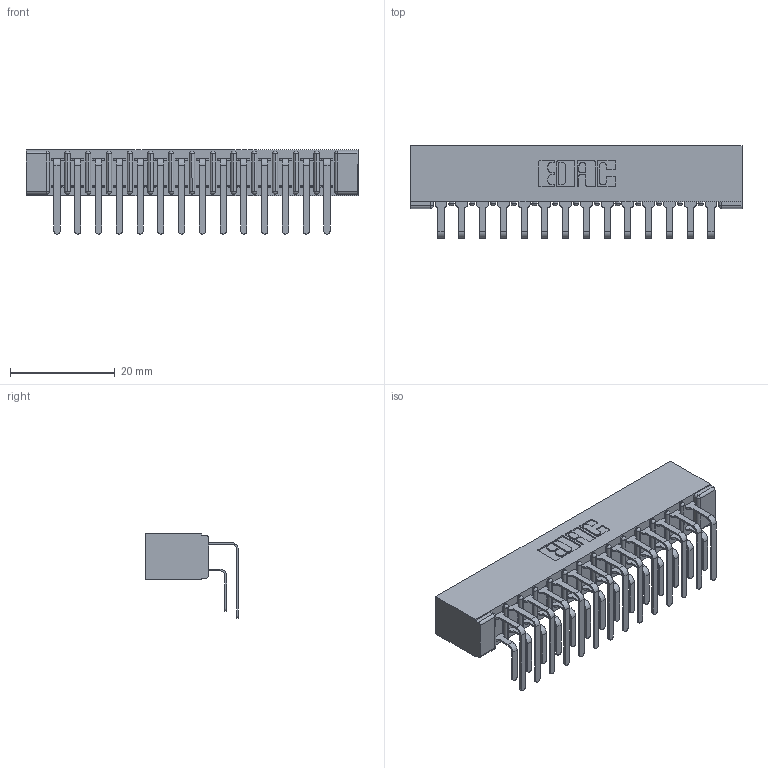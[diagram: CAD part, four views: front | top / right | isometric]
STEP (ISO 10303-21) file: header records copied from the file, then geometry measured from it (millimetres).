
FILE_DESCRIPTION (( 'STEP AP203' ), '1' );
FILE_NAME ('357-014-459-101.STEP', '2020-09-30T15:43:25', ( '' ), ( '' ), 'SwSTEP 2.0', 'SolidWorks 2020', '' );
FILE_SCHEMA (( 'CONFIG_CONTROL_DESIGN' ));
Length unit declared in the file: inch
Products named in the file (4): 307-290-001_559 - 2 (Single); 307 Part_No Mounting Lugs; 357-014-459-101; 307-290-001_558 559 - 1 (Single)
Assembly tree (29 placements, depth 2):
  357-014-459-101
    307 Part_No Mounting Lugs
    307-290-001_558 559 - 1 (Single)  x14
    307-290-001_559 - 2 (Single)  x14
Bounding box: 63.35 x 17.69 x 16.08 mm (x, y, z)
Volume: 4501.8 mm3; surface area: 8703.5 mm2
Topology: 29 solids, 29 shells, 1525 faces, 4275 edges, 2770 vertices
Faces by surface type: plane 990, cylinder 505, sphere 30
Entity records: 17071 total; most frequent: CARTESIAN_POINT 2800, ORIENTED_EDGE 2770, DIRECTION 2753, EDGE_CURVE 1385, VECTOR 1051, LINE 1051, VERTEX_POINT 898, AXIS2_PLACEMENT_3D 851
